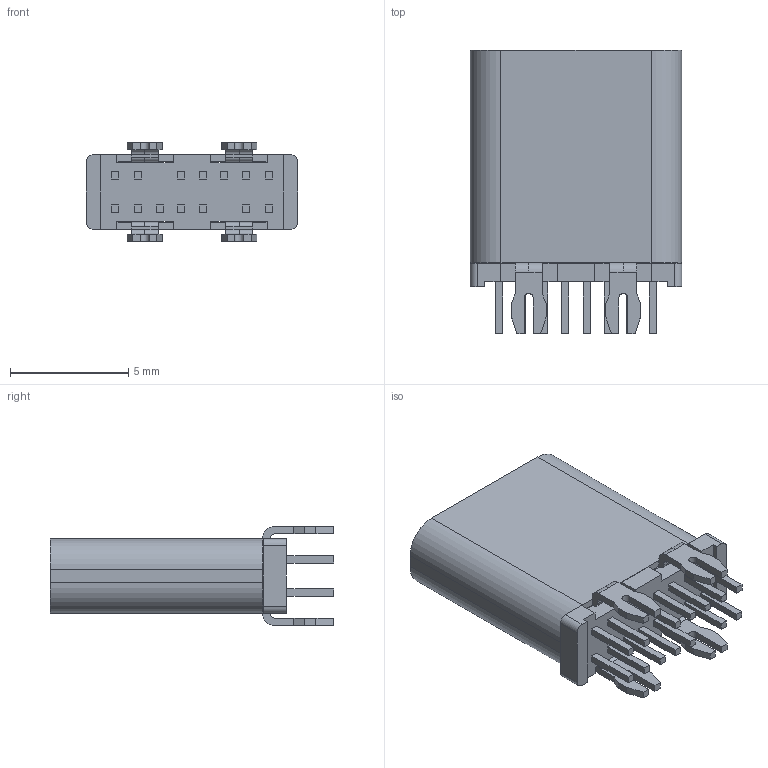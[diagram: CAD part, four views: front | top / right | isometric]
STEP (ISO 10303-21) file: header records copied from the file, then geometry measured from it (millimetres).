
FILE_DESCRIPTION (( 'STEP AP214' ), '1' );
FILE_NAME ('TYPE-C-14-vertical_H-10mm_絳堤Altium勤ょ埻萸.STEP', '2022-05-03T16:44:08', ( '' ), ( '' ), 'SwSTEP 2.0', 'SolidWorks 2017', '' );
FILE_SCHEMA (( 'AUTOMOTIVE_DESIGN' ));
Length unit declared in the file: millimetre
Products named in the file (1): TYPE-C-14-vertical_H-10mm_絳堤Altium勤ょ埻萸
Bounding box: 8.95 x 12 x 4.16 mm (x, y, z)
Volume: 113.4 mm3; surface area: 655.4 mm2
Topology: 3 solids, 3 shells, 295 faces, 812 edges, 536 vertices
Faces by surface type: plane 251, cylinder 40, cone 4
Entity records: 12531 total; most frequent: CARTESIAN_POINT 1644, ORIENTED_EDGE 1624, DIRECTION 1476, EDGE_CURVE 812, VECTOR 740, LINE 740, VERTEX_POINT 536, AXIS2_PLACEMENT_3D 368
